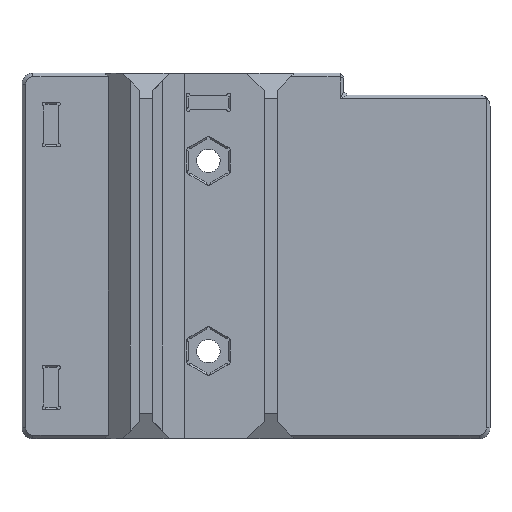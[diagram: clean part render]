
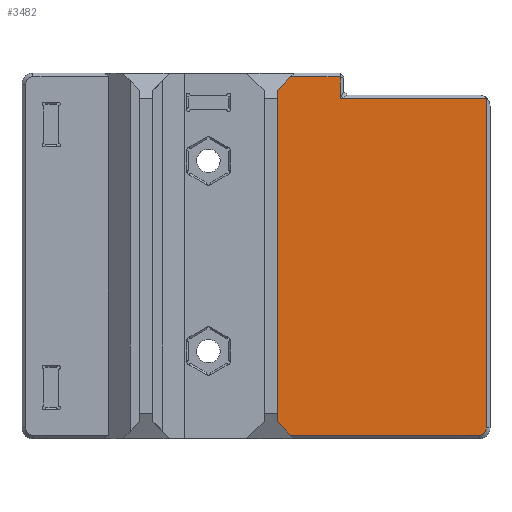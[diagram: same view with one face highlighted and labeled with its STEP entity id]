
A CAD part, top view. The second image highlights one B-rep face of the part: STEP entity #3482.
In plain terms, the highlighted planar face has unit normal (0, 0, 1).
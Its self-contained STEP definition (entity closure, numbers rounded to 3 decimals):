
#155=CIRCLE('',#3750,1.);
#365=FACE_OUTER_BOUND('',#574,.T.);
#574=EDGE_LOOP('',(#3019,#3020,#3021,#3022,#3023,#3024,#3025,#3026,#3027));
#787=LINE('',#5528,#1138);
#792=LINE('',#5537,#1143);
#805=LINE('',#5566,#1156);
#864=LINE('',#5757,#1215);
#867=LINE('',#5766,#1218);
#871=LINE('',#5774,#1222);
#915=LINE('',#5883,#1266);
#936=LINE('',#5925,#1287);
#1138=VECTOR('',#4253,10.);
#1143=VECTOR('',#4260,10.);
#1156=VECTOR('',#4289,10.);
#1215=VECTOR('',#4498,10.);
#1218=VECTOR('',#4509,10.);
#1222=VECTOR('',#4515,10.);
#1266=VECTOR('',#4625,10.);
#1287=VECTOR('',#4662,10.);
#1553=VERTEX_POINT('',#5525);
#1554=VERTEX_POINT('',#5527);
#1557=VERTEX_POINT('',#5535);
#1565=VERTEX_POINT('',#5565);
#1619=VERTEX_POINT('',#5750);
#1622=VERTEX_POINT('',#5755);
#1624=VERTEX_POINT('',#5764);
#1627=VERTEX_POINT('',#5772);
#1659=VERTEX_POINT('',#5881);
#1952=EDGE_CURVE('',#1553,#1554,#787,.T.);
#1957=EDGE_CURVE('',#1557,#1553,#792,.T.);
#1971=EDGE_CURVE('',#1565,#1557,#805,.T.);
#2066=EDGE_CURVE('',#1622,#1619,#864,.T.);
#2068=EDGE_CURVE('',#1554,#1622,#155,.T.);
#2071=EDGE_CURVE('',#1624,#1565,#867,.T.);
#2075=EDGE_CURVE('',#1627,#1624,#871,.T.);
#2131=EDGE_CURVE('',#1627,#1659,#915,.T.);
#2152=EDGE_CURVE('',#1619,#1659,#936,.T.);
#3019=ORIENTED_EDGE('',*,*,#1971,.F.);
#3020=ORIENTED_EDGE('',*,*,#2071,.F.);
#3021=ORIENTED_EDGE('',*,*,#2075,.F.);
#3022=ORIENTED_EDGE('',*,*,#2131,.T.);
#3023=ORIENTED_EDGE('',*,*,#2152,.F.);
#3024=ORIENTED_EDGE('',*,*,#2066,.F.);
#3025=ORIENTED_EDGE('',*,*,#2068,.F.);
#3026=ORIENTED_EDGE('',*,*,#1952,.F.);
#3027=ORIENTED_EDGE('',*,*,#1957,.F.);
#3298=PLANE('',#3794);
#3482=ADVANCED_FACE('',(#365),#3298,.T.);
#3750=AXIS2_PLACEMENT_3D('',#5760,#4503,#4504);
#3794=AXIS2_PLACEMENT_3D('',#5927,#4664,#4665);
#4253=DIRECTION('',(0.,-1.,0.));
#4260=DIRECTION('',(1.,0.,0.));
#4289=DIRECTION('',(0.,-1.,0.));
#4498=DIRECTION('',(-1.,0.,0.));
#4503=DIRECTION('center_axis',(0.,0.,
-1.));
#4504=DIRECTION('ref_axis',(0.707,-0.707,0.));
#4509=DIRECTION('',(1.,0.,0.));
#4515=DIRECTION('',(0.707,0.707,0.));
#4625=DIRECTION('',(0.,-1.,0.));
#4662=DIRECTION('',(-0.707,0.707,0.));
#4664=DIRECTION('center_axis',(0.,0.,
1.));
#4665=DIRECTION('ref_axis',(1.,0.,0.));
#5525=CARTESIAN_POINT('',(9.8,21.5,-25.3));
#5527=CARTESIAN_POINT('',(9.8,-23.5,-25.3));
#5528=CARTESIAN_POINT('',(9.8,-12.5,-25.3));
#5535=CARTESIAN_POINT('',(-10.2,21.5,-25.3));
#5537=CARTESIAN_POINT('',(-5.7,21.5,-25.3));
#5565=CARTESIAN_POINT('',(-10.2,24.5,-25.3));
#5566=CARTESIAN_POINT('',(-10.2,11.,-25.3));
#5750=CARTESIAN_POINT('',(-16.95,-24.5,-25.3));
#5755=CARTESIAN_POINT('',(8.8,-24.5,-25.3));
#5757=CARTESIAN_POINT('',(-37.7,-24.5,-25.3));
#5760=CARTESIAN_POINT('Origin',(8.8,-23.5,-25.3));
#5764=CARTESIAN_POINT('',(-16.95,24.5,-25.3));
#5766=CARTESIAN_POINT('',(-5.7,24.5,-25.3));
#5772=CARTESIAN_POINT('',(-18.8,22.65,-25.3));
#5774=CARTESIAN_POINT('',(-24.6,16.85,-25.3));
#5881=CARTESIAN_POINT('',(-18.8,-22.65,-25.3));
#5883=CARTESIAN_POINT('',(-18.8,0.,-25.3));
#5925=CARTESIAN_POINT('',(-24.6,-16.85,-25.3));
#5927=CARTESIAN_POINT('Origin',(-21.7,0.,-25.3));
